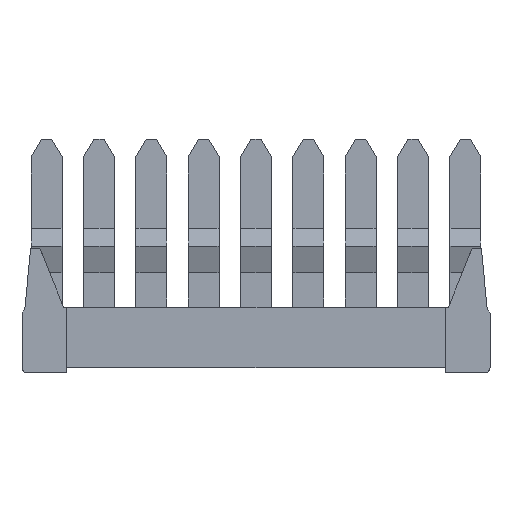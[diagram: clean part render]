
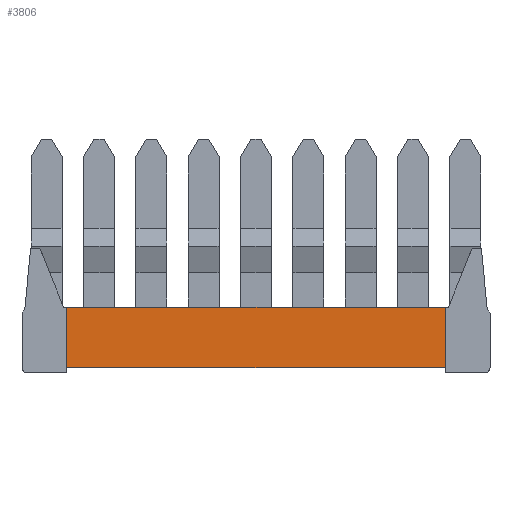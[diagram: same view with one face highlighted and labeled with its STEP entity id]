
A CAD part, top view. The second image highlights one B-rep face of the part: STEP entity #3806.
In plain terms, the highlighted planar face has unit normal (0, 0, 1).
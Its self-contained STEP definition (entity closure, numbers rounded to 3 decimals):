
#117=DIRECTION('',(0.,1.,0.));
#118=VECTOR('',#117,5.9);
#119=CARTESIAN_POINT('',(33.75,-5.275,1.4));
#120=LINE('',#119,#118);
#261=DIRECTION('',(1.,0.,0.));
#262=VECTOR('',#261,36.9);
#263=CARTESIAN_POINT('',(-3.15,0.625,1.4));
#264=LINE('',#263,#262);
#1177=DIRECTION('',(1.,0.,0.));
#1178=VECTOR('',#1177,36.9);
#1179=CARTESIAN_POINT('',(-3.15,-5.275,1.4));
#1180=LINE('',#1179,#1178);
#1189=DIRECTION('',(0.,1.,0.));
#1190=VECTOR('',#1189,5.9);
#1191=CARTESIAN_POINT('',(-3.15,-5.275,1.4));
#1192=LINE('',#1191,#1190);
#2136=CARTESIAN_POINT('',(-3.15,0.625,1.4));
#2138=VERTEX_POINT('',#2136);
#2139=CARTESIAN_POINT('',(33.75,0.625,1.4));
#2140=VERTEX_POINT('',#2139);
#2151=CARTESIAN_POINT('',(-3.15,-5.275,1.4));
#2152=CARTESIAN_POINT('',(33.75,-5.275,1.4));
#2153=VERTEX_POINT('',#2151);
#2154=VERTEX_POINT('',#2152);
#3795=CARTESIAN_POINT('',(-3.15,-5.775,1.4));
#3796=DIRECTION('',(0.,0.,-1.));
#3797=DIRECTION('',(1.,0.,0.));
#3798=AXIS2_PLACEMENT_3D('',#3795,#3796,#3797);
#3799=PLANE('',#3798);
#3800=ORIENTED_EDGE('',*,*,#2257,.T.);
#3801=ORIENTED_EDGE('',*,*,#2223,.F.);
#3802=ORIENTED_EDGE('',*,*,#3786,.F.);
#3803=ORIENTED_EDGE('',*,*,#3776,.T.);
#3804=EDGE_LOOP('',(#3800,#3801,#3802,#3803));
#3805=FACE_OUTER_BOUND('',#3804,.F.);
#3806=ADVANCED_FACE('',(#3805),#3799,.F.);
#2223=EDGE_CURVE('',#2154,#2140,#120,.T.);
#2257=EDGE_CURVE('',#2138,#2140,#264,.T.);
#3776=EDGE_CURVE('',#2153,#2138,#1192,.T.);
#3786=EDGE_CURVE('',#2153,#2154,#1180,.T.);
